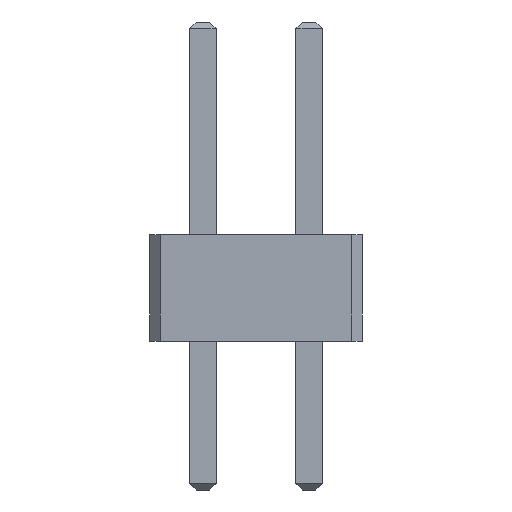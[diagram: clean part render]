
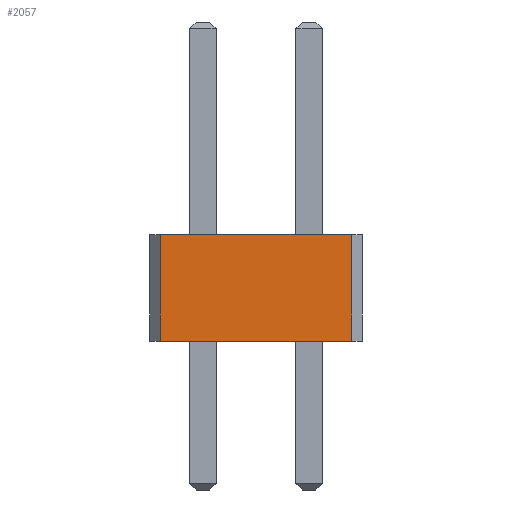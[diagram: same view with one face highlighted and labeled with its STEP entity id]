
A CAD part, front view. The second image highlights one B-rep face of the part: STEP entity #2057.
In plain terms, the highlighted planar face has unit normal (0, -1, 0).
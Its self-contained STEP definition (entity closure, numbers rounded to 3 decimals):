
#215 = VERTEX_POINT('',#216);
#216 = CARTESIAN_POINT('',(2.8,-11.,0.));
#222 = EDGE_CURVE('',#223,#215,#225,.T.);
#223 = VERTEX_POINT('',#224);
#224 = CARTESIAN_POINT('',(-0.8,-11.,0.));
#225 = LINE('',#226,#227);
#226 = CARTESIAN_POINT('',(-1.,-11.,0.));
#227 = VECTOR('',#228,1.);
#228 = DIRECTION('',(1.,0.,0.));
#951 = VERTEX_POINT('',#952);
#952 = CARTESIAN_POINT('',(-0.8,-11.,2.));
#958 = EDGE_CURVE('',#951,#959,#961,.T.);
#959 = VERTEX_POINT('',#960);
#960 = CARTESIAN_POINT('',(2.8,-11.,2.));
#961 = LINE('',#962,#963);
#962 = CARTESIAN_POINT('',(-1.,-11.,2.));
#963 = VECTOR('',#964,1.);
#964 = DIRECTION('',(1.,0.,0.));
#2047 = EDGE_CURVE('',#223,#951,#2048,.T.);
#2048 = LINE('',#2049,#2050);
#2049 = CARTESIAN_POINT('',(-0.8,-11.,0.));
#2050 = VECTOR('',#2051,1.);
#2051 = DIRECTION('',(0.,0.,1.));
#2057 = ADVANCED_FACE('',(#2058),#2069,.F.);
#2058 = FACE_BOUND('',#2059,.F.);
#2059 = EDGE_LOOP('',(#2060,#2061,#2062,#2063));
#2060 = ORIENTED_EDGE('',*,*,#222,.F.);
#2061 = ORIENTED_EDGE('',*,*,#2047,.T.);
#2062 = ORIENTED_EDGE('',*,*,#958,.T.);
#2063 = ORIENTED_EDGE('',*,*,#2064,.F.);
#2064 = EDGE_CURVE('',#215,#959,#2065,.T.);
#2065 = LINE('',#2066,#2067);
#2066 = CARTESIAN_POINT('',(2.8,-11.,0.));
#2067 = VECTOR('',#2068,1.);
#2068 = DIRECTION('',(0.,0.,1.));
#2069 = PLANE('',#2070);
#2070 = AXIS2_PLACEMENT_3D('',#2071,#2072,#2073);
#2071 = CARTESIAN_POINT('',(-1.,-11.,0.));
#2072 = DIRECTION('',(0.,1.,0.));
#2073 = DIRECTION('',(1.,0.,0.));
